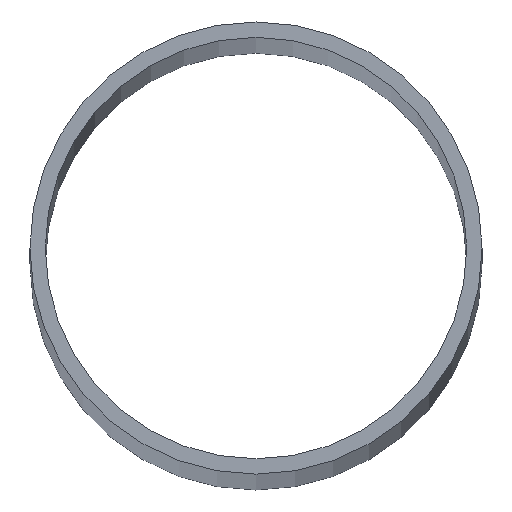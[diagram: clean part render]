
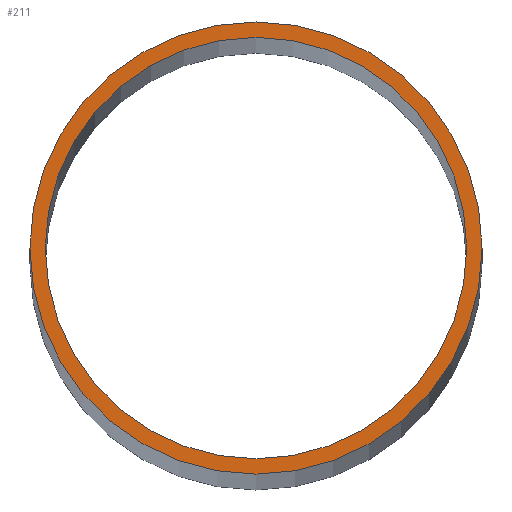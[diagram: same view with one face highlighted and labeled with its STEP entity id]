
A CAD part, top view. The second image highlights one B-rep face of the part: STEP entity #211.
In plain terms, the highlighted planar face has unit normal (0, 0, 1).
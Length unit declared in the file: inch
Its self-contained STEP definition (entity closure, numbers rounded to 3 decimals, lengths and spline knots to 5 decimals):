
#1 = DIRECTION ( 'NONE',  ( 0., 0., 1. ) ) ;
#6 = ORIENTED_EDGE ( 'NONE', *, *, #203, .T. ) ;
#12 = AXIS2_PLACEMENT_3D ( 'NONE', #120, #21, #14 ) ;
#14 = DIRECTION ( 'NONE',  ( 1., 0., 0. ) ) ;
#16 = DIRECTION ( 'NONE',  ( 1., 0., 0. ) ) ;
#21 = DIRECTION ( 'NONE',  ( 0., 0., 1. ) ) ;
#22 = CIRCLE ( 'NONE', #44, 5.375 ) ;
#31 = DIRECTION ( 'NONE',  ( 0., 0., 1. ) ) ;
#33 = CARTESIAN_POINT ( 'NONE',  ( -5.375, 0., 216. ) ) ;
#35 = FACE_OUTER_BOUND ( 'NONE', #222, .T. ) ;
#38 = EDGE_CURVE ( 'NONE', #42, #87, #181, .T. ) ;
#42 = VERTEX_POINT ( 'NONE', #252 ) ;
#43 = VERTEX_POINT ( 'NONE', #230 ) ;
#44 = AXIS2_PLACEMENT_3D ( 'NONE', #75, #157, #16 ) ;
#73 = AXIS2_PLACEMENT_3D ( 'NONE', #89, #191, #156 ) ;
#75 = CARTESIAN_POINT ( 'NONE',  ( 0., 0., 216. ) ) ;
#81 = CIRCLE ( 'NONE', #227, 5.375 ) ;
#87 = VERTEX_POINT ( 'NONE', #137 ) ;
#89 = CARTESIAN_POINT ( 'NONE',  ( 0., 0., 216. ) ) ;
#90 = EDGE_CURVE ( 'NONE', #43, #144, #81, .T. ) ;
#97 = FACE_BOUND ( 'NONE', #107, .T. ) ;
#107 = EDGE_LOOP ( 'NONE', ( #111, #114 ) ) ;
#111 = ORIENTED_EDGE ( 'NONE', *, *, #134, .F. ) ;
#114 = ORIENTED_EDGE ( 'NONE', *, *, #38, .F. ) ;
#116 = PLANE ( 'NONE',  #12 ) ;
#120 = CARTESIAN_POINT ( 'NONE',  ( 0., 0., 216. ) ) ;
#134 = EDGE_CURVE ( 'NONE', #87, #42, #189, .T. ) ;
#137 = CARTESIAN_POINT ( 'NONE',  ( -5.01, 0., 216. ) ) ;
#144 = VERTEX_POINT ( 'NONE', #33 ) ;
#156 = DIRECTION ( 'NONE',  ( 1., 0., 0. ) ) ;
#157 = DIRECTION ( 'NONE',  ( 0., 0., 1. ) ) ;
#180 = ORIENTED_EDGE ( 'NONE', *, *, #90, .T. ) ;
#181 = CIRCLE ( 'NONE', #73, 5.01 ) ;
#189 = CIRCLE ( 'NONE', #238, 5.01 ) ;
#191 = DIRECTION ( 'NONE',  ( 0., 0., 1. ) ) ;
#192 = CARTESIAN_POINT ( 'NONE',  ( 0., 0., 216. ) ) ;
#203 = EDGE_CURVE ( 'NONE', #144, #43, #22, .T. ) ;
#208 = CARTESIAN_POINT ( 'NONE',  ( 0., 0., 216. ) ) ;
#211 = ADVANCED_FACE ( 'NONE', ( #35, #97 ), #116, .T. ) ;
#222 = EDGE_LOOP ( 'NONE', ( #6, #180 ) ) ;
#227 = AXIS2_PLACEMENT_3D ( 'NONE', #208, #31, #234 ) ;
#230 = CARTESIAN_POINT ( 'NONE',  ( 5.375, 0., 216. ) ) ;
#232 = DIRECTION ( 'NONE',  ( 1., 0., 0. ) ) ;
#234 = DIRECTION ( 'NONE',  ( 1., 0., 0. ) ) ;
#238 = AXIS2_PLACEMENT_3D ( 'NONE', #192, #1, #232 ) ;
#252 = CARTESIAN_POINT ( 'NONE',  ( 5.01, 0., 216. ) ) ;
